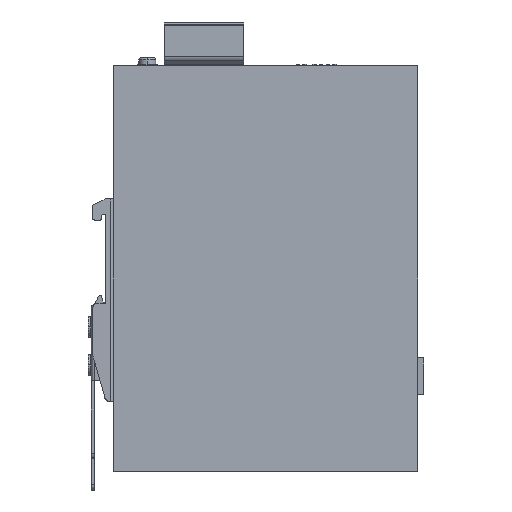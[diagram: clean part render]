
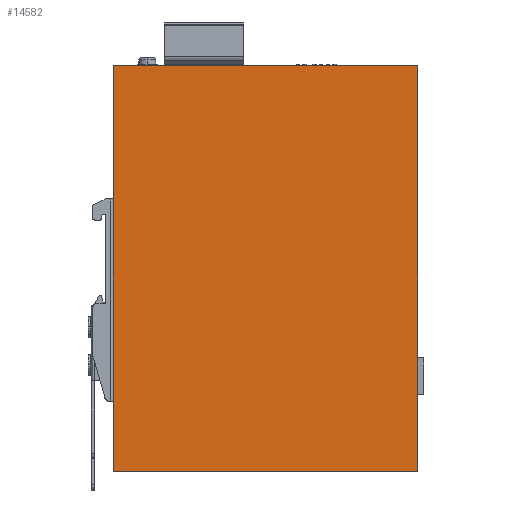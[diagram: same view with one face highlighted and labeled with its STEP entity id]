
A CAD part, top view. The second image highlights one B-rep face of the part: STEP entity #14582.
In plain terms, the highlighted planar face has unit normal (0, 0, 1).
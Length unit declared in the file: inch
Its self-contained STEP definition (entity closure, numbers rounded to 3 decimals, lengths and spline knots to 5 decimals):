
#60 = VERTEX_POINT ( 'NONE', #14619 ) ;
#415 = EDGE_CURVE ( 'NONE', #11634, #60, #6077, .T. ) ;
#1909 = CARTESIAN_POINT ( 'NONE',  ( 4.85433, 0., 1.9685 ) ) ;
#1999 = DIRECTION ( 'NONE',  ( -1., 0., 0. ) ) ;
#2310 = AXIS2_PLACEMENT_3D ( 'NONE', #3556, #5124, #6269 ) ;
#2415 = FACE_OUTER_BOUND ( 'NONE', #14019, .T. ) ;
#2792 = LINE ( 'NONE', #11978, #15992 ) ;
#3206 = CARTESIAN_POINT ( 'NONE',  ( 0.11811, 0., 1.9685 ) ) ;
#3346 = ORIENTED_EDGE ( 'NONE', *, *, #12563, .F. ) ;
#3556 = CARTESIAN_POINT ( 'NONE',  ( 4.85433, 6.31102, 1.9685 ) ) ;
#3881 = EDGE_CURVE ( 'NONE', #11660, #11634, #2792, .T. ) ;
#4414 = DIRECTION ( 'NONE',  ( 1., 0., 0. ) ) ;
#4849 = VECTOR ( 'NONE', #4414, 39.37008 ) ;
#4965 = EDGE_CURVE ( 'NONE', #7460, #11660, #8650, .T. ) ;
#5037 = VECTOR ( 'NONE', #13029, 39.37008 ) ;
#5124 = DIRECTION ( 'NONE',  ( 0., 0., -1. ) ) ;
#5337 = DIRECTION ( 'NONE',  ( 0., 1., 0. ) ) ;
#6041 = CARTESIAN_POINT ( 'NONE',  ( 4.85433, 0., 1.9685 ) ) ;
#6077 = LINE ( 'NONE', #10111, #4849 ) ;
#6101 = ORIENTED_EDGE ( 'NONE', *, *, #4965, .F. ) ;
#6269 = DIRECTION ( 'NONE',  ( -1., 0., 0. ) ) ;
#7460 = VERTEX_POINT ( 'NONE', #6041 ) ;
#8650 = LINE ( 'NONE', #1909, #12005 ) ;
#10111 = CARTESIAN_POINT ( 'NONE',  ( 4.85433, 6.31102, 1.9685 ) ) ;
#10331 = LINE ( 'NONE', #12776, #5037 ) ;
#10416 = ORIENTED_EDGE ( 'NONE', *, *, #415, .F. ) ;
#11634 = VERTEX_POINT ( 'NONE', #14038 ) ;
#11660 = VERTEX_POINT ( 'NONE', #3206 ) ;
#11978 = CARTESIAN_POINT ( 'NONE',  ( 0.11811, 6.31102, 1.9685 ) ) ;
#12005 = VECTOR ( 'NONE', #1999, 39.37008 ) ;
#12563 = EDGE_CURVE ( 'NONE', #60, #7460, #10331, .T. ) ;
#12776 = CARTESIAN_POINT ( 'NONE',  ( 4.85433, 6.31102, 1.9685 ) ) ;
#12917 = PLANE ( 'NONE',  #2310 ) ;
#13029 = DIRECTION ( 'NONE',  ( 0., -1., 0. ) ) ;
#13923 = ORIENTED_EDGE ( 'NONE', *, *, #3881, .F. ) ;
#14019 = EDGE_LOOP ( 'NONE', ( #6101, #3346, #10416, #13923 ) ) ;
#14038 = CARTESIAN_POINT ( 'NONE',  ( 0.11811, 6.31102, 1.9685 ) ) ;
#14582 = ADVANCED_FACE ( 'NONE', ( #2415 ), #12917, .F. ) ;
#14619 = CARTESIAN_POINT ( 'NONE',  ( 4.85433, 6.31102, 1.9685 ) ) ;
#15992 = VECTOR ( 'NONE', #5337, 39.37008 ) ;
